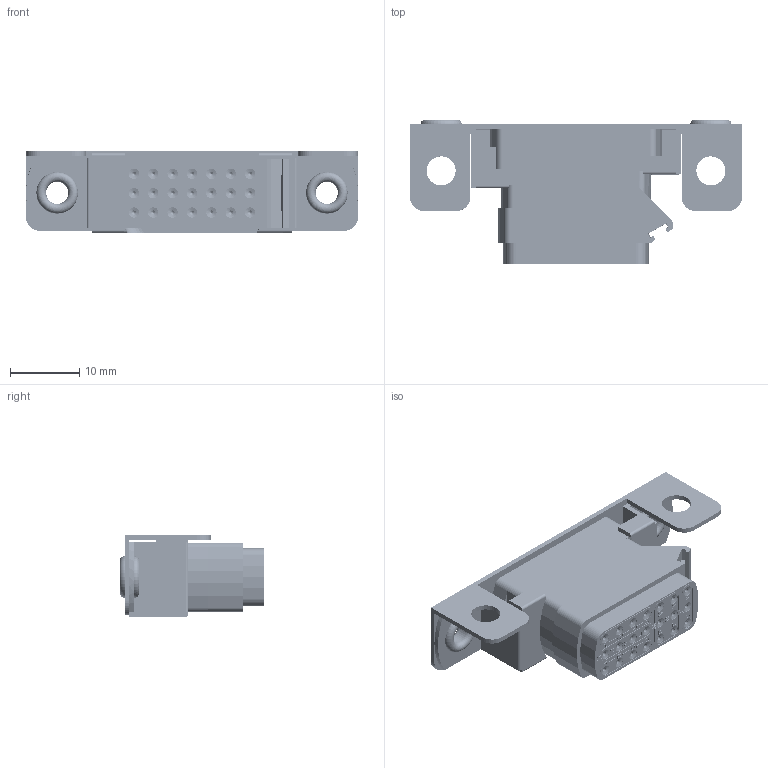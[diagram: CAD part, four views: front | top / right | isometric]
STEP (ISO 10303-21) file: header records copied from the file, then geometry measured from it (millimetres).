
FILE_DESCRIPTION((''),'2;1');
FILE_NAME('00111510402Y','2020-02-11T',('presta_be4'),(''),'CREO PARAMETRIC BY PTC INC, 2018360','CREO PARAMETRIC BY PTC INC, 2018360','');
FILE_SCHEMA(('CONFIG_CONTROL_DESIGN'));
Products named in the file (1): 00111510402Y
Bounding box: 48.01 x 20.91 x 11.76 mm (x, y, z)
Volume: 3997.8 mm3; surface area: 8975.5 mm2
Topology: 1 solids, 1 shells, 6861 faces, 19479 edges, 12783 vertices
Faces by surface type: plane 5286, cylinder 894, cone 546, sphere 84, torus 51
Entity records: 242951 total; most frequent: CARTESIAN_POINT 66525, ORIENTED_EDGE 38874, DIRECTION 34800, EDGE_CURVE 19437, VERTEX_POINT 12783, AXIS2_PLACEMENT_3D 11953, VECTOR 10894, LINE 10894
